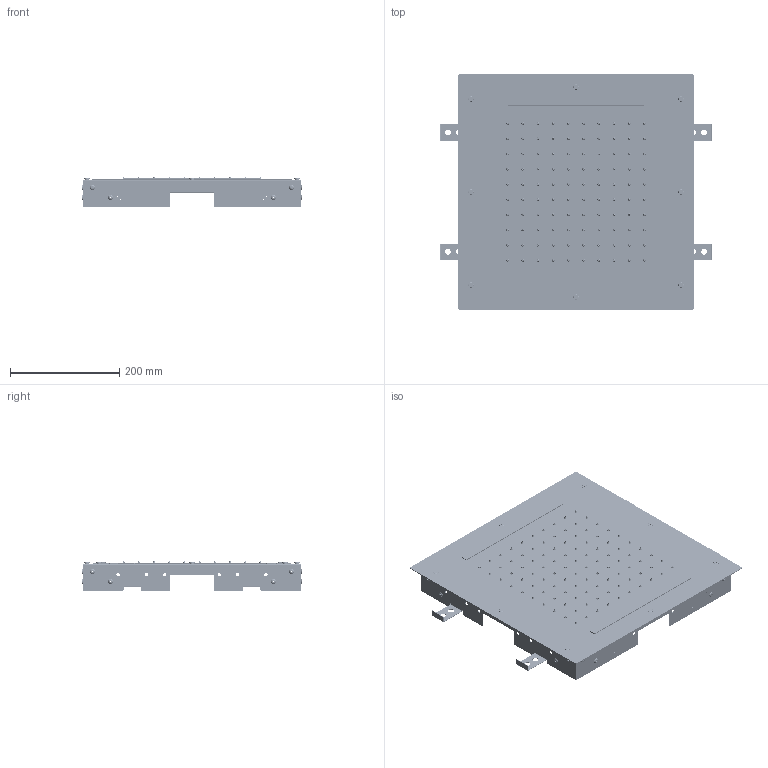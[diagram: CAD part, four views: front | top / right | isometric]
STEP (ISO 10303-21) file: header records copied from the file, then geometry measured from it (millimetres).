
FILE_DESCRIPTION(('STEP AP214'),'1');
FILE_NAME('Art.71121.stp','2021-07-07T06:05:33',(' '),(' '),'Spatial InterOp 3D',' ',' ');
FILE_SCHEMA(('AUTOMOTIVE_DESIGN { 1 0 10303 214 1 1 1 1 }'));
Length unit declared in the file: millimetre
Products named in the file (256): Art.71121; ASSEM1; S.00340; T.RA063; S.00180; P.00100; GrLED; 22752; STRIPS1000RGB; Seg. Guaina; Seg. LED; 22751; S.00420; T.RA141; 24273; S.00185; 23005; S.00104; S.00317; GrR; 21656; 23003; 23004; 23031
Assembly tree (406 placements, depth 4):
  Art.71121
    ASSEM1
    (unnamed)
    (unnamed)
    (unnamed)
    (unnamed)
    (unnamed)
    (unnamed)
    (unnamed)
    (unnamed)
    (unnamed)
    (unnamed)
    (unnamed)
    (unnamed)
    (unnamed)
    (unnamed)
    (unnamed)
    (unnamed)
    (unnamed)
    (unnamed)
    (unnamed)
    (unnamed)
    (unnamed)
    (unnamed)
    (unnamed)
    (unnamed)
    (unnamed)
    (unnamed)
    (unnamed)
    (unnamed)
    (unnamed)
    (unnamed)
    (unnamed)
    (unnamed)
    (unnamed)
    (unnamed)
    (unnamed)
    (unnamed)
    (unnamed)
    (unnamed)
    (unnamed)
    (unnamed)
    (unnamed)
    (unnamed)
    (unnamed)
    (unnamed)
    (unnamed)
    (unnamed)
    (unnamed)
    (unnamed)
    (unnamed)
    (unnamed)
    (unnamed)
    (unnamed)
    (unnamed)
    (unnamed)
    (unnamed)
    (unnamed)
    (unnamed)
    (unnamed)
Bounding box: 498 x 430 x 55.3 mm (x, y, z)
Volume: 819110.3 mm3; surface area: 1297847.7 mm2
Topology: 202 solids, 202 shells, 5358 faces, 12798 edges, 8211 vertices
Faces by surface type: plane 2028, cylinder 1669, torus 1175, bspline 236, cone 182, sphere 68
Full cylindrical faces by diameter (mm): 0.4 x14, 1.5 x100, 1.7 x100, 2.6 x16, 3 x30, 3.1 x100, 3.3 x110, 4 x14, 4.2 x12, 4.6 x14, 4.8 x16, 5 x224, 5.2 x40, 6 x28, 6.2 x24, 6.9 x12, 7 x8, 8.2 x12, 10 x108, 10.5 x8, 14 x1, 16.4 x1, 17.05 x4, 18.631 x2, 28 x1, 28.2 x1, 30 x1
Entity records: 63759 total; most frequent: CARTESIAN_POINT 9306, DIRECTION 7727, ORIENTED_EDGE 5648, AXIS2_PLACEMENT_3D 3091, EDGE_CURVE 2824, EDGE_LOOP 2155, VERTEX_POINT 1973, LINE 1545
